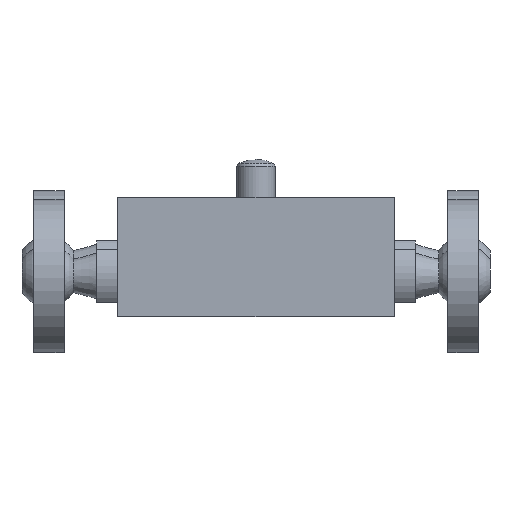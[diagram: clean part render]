
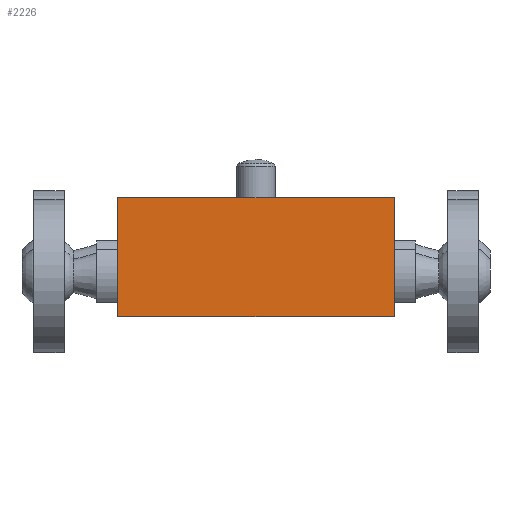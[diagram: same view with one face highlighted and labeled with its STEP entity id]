
A CAD part, top view. The second image highlights one B-rep face of the part: STEP entity #2226.
In plain terms, the highlighted planar face has unit normal (0, 0, 1).
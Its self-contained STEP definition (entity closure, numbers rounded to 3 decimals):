
#114=PLANE('',#2405);
#221=LINE('',#3264,#333);
#225=LINE('',#3272,#337);
#229=LINE('',#3282,#341);
#232=LINE('',#3292,#344);
#333=VECTOR('',#2796,1000.);
#337=VECTOR('',#2802,1000.);
#341=VECTOR('',#2810,1000.);
#344=VECTOR('',#2821,1000.);
#640=ORIENTED_EDGE('',*,*,#860,.T.);
#641=ORIENTED_EDGE('',*,*,#864,.T.);
#642=ORIENTED_EDGE('',*,*,#869,.T.);
#643=ORIENTED_EDGE('',*,*,#875,.T.);
#860=EDGE_CURVE('',#1012,#1011,#221,.T.);
#864=EDGE_CURVE('',#1011,#1014,#225,.T.);
#869=EDGE_CURVE('',#1014,#1017,#229,.T.);
#875=EDGE_CURVE('',#1017,#1012,#232,.T.);
#1011=VERTEX_POINT('',#3263);
#1012=VERTEX_POINT('',#3265);
#1014=VERTEX_POINT('',#3271);
#1017=VERTEX_POINT('',#3280);
#1234=EDGE_LOOP('',(#640,#641,#642,#643));
#1402=FACE_BOUND('',#1234,.T.);
#2226=ADVANCED_FACE('',(#1402),#114,.T.);
#2405=AXIS2_PLACEMENT_3D('',#3293,#2822,#2823);
#2796=DIRECTION('',(0.,-1.,0.));
#2802=DIRECTION('',(1.,0.,0.));
#2810=DIRECTION('',(0.,1.,0.));
#2821=DIRECTION('',(-1.,0.,0.));
#2822=DIRECTION('',(0.,0.,1.));
#2823=DIRECTION('',(1.,0.,0.));
#3263=CARTESIAN_POINT('',(-18.,-5.3,6.));
#3264=CARTESIAN_POINT('',(-18.,10.2,6.));
#3265=CARTESIAN_POINT('',(-18.,10.2,6.));
#3271=CARTESIAN_POINT('',(18.,-5.3,6.));
#3272=CARTESIAN_POINT('',(-18.,-5.3,6.));
#3280=CARTESIAN_POINT('',(18.,10.2,6.));
#3282=CARTESIAN_POINT('',(18.,-5.3,6.));
#3292=CARTESIAN_POINT('',(18.,10.2,6.));
#3293=CARTESIAN_POINT('',(0.,0.,6.));
